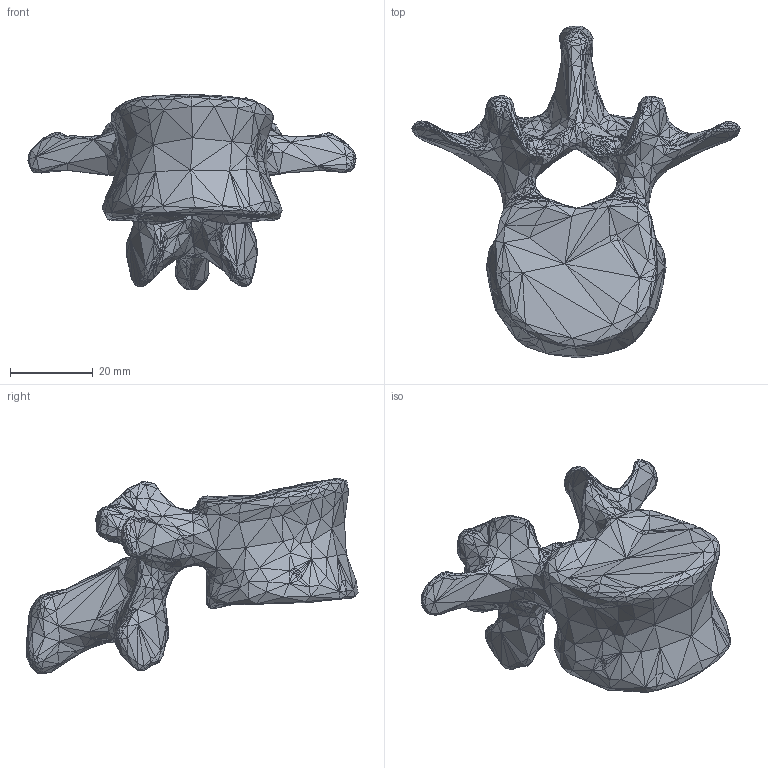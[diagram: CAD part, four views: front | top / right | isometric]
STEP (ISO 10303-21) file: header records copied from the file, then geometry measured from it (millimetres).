
FILE_DESCRIPTION(/* description */ (''),/* implementation_level */ '2;1');
FILE_NAME(/* name */ 'Second lumbar vertebra v1.step',/* time_stamp */ '2022-06-21T11:57:52-04:00',/* author */ (''),/* organization */ (''),/* preprocessor_version */ 'ST-DEVELOPER v19',/* originating_system */ 'Autodesk Translation Framework v11.7.0.108',/* authorisation */ '');
FILE_SCHEMA (('AUTOMOTIVE_DESIGN { 1 0 10303 214 3 1 1 }'));
Products named in the file (1): Second lumbar vertebra
Bounding box: 79.41 x 80.37 x 47.44 mm (x, y, z)
Volume: 43863.7 mm3; surface area: 11636.8 mm2
Topology: 1 solids, 1 shells, 3214 faces, 4821 edges, 1607 vertices
Faces by surface type: plane 3214
Entity records: 62714 total; most frequent: DIRECTION 11251, CARTESIAN_POINT 9643, ORIENTED_EDGE 9642, LINE 4821, VECTOR 4821, EDGE_CURVE 4821, AXIS2_PLACEMENT_3D 3215, FACE_OUTER_BOUND 3214
